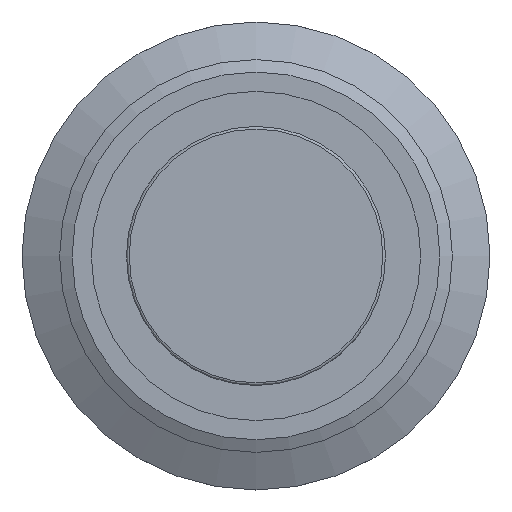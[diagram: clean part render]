
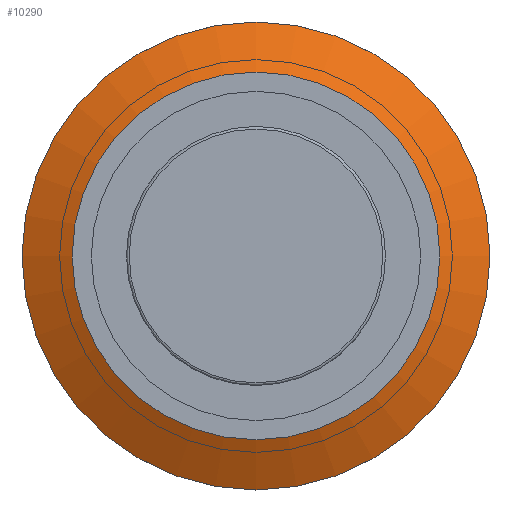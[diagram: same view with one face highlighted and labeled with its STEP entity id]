
A CAD part, top view. The second image highlights one B-rep face of the part: STEP entity #10290.
In plain terms, the highlighted conical face has half-angle 63.435 degrees and reference radius 12.5 mm.
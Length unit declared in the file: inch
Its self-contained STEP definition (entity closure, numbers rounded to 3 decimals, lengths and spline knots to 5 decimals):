
#39=CONICAL_SURFACE('',#11255,0.49213,1.107);
#1103=FACE_OUTER_BOUND('',#1699,.T.);
#1699=EDGE_LOOP('',(#9603,#9604,#9605,#9606));
#2778=LINE('',#17503,#3849);
#3849=VECTOR('',#14211,0.49213);
#4219=CIRCLE('',#11253,0.55118);
#4221=CIRCLE('',#11256,0.43307);
#5174=VERTEX_POINT('',#17495);
#5176=VERTEX_POINT('',#17501);
#6654=EDGE_CURVE('',#5174,#5174,#4219,.T.);
#6657=EDGE_CURVE('',#5176,#5176,#4221,.T.);
#6658=EDGE_CURVE('',#5176,#5174,#2778,.T.);
#9603=ORIENTED_EDGE('',*,*,#6657,.F.);
#9604=ORIENTED_EDGE('',*,*,#6658,.T.);
#9605=ORIENTED_EDGE('',*,*,#6654,.T.);
#9606=ORIENTED_EDGE('',*,*,#6658,.F.);
#10290=ADVANCED_FACE('',(#1103),#39,.T.);
#11253=AXIS2_PLACEMENT_3D('',#17496,#14202,#14203);
#11255=AXIS2_PLACEMENT_3D('',#17500,#14207,#14208);
#11256=AXIS2_PLACEMENT_3D('',#17502,#14209,#14210);
#14202=DIRECTION('center_axis',(0.,0.,
1.));
#14203=DIRECTION('ref_axis',(0.,-1.,0.));
#14207=DIRECTION('center_axis',(0.,0.,
-1.));
#14208=DIRECTION('ref_axis',(0.,-1.,0.));
#14209=DIRECTION('center_axis',(0.,0.,
1.));
#14210=DIRECTION('ref_axis',(0.,-1.,0.));
#14211=DIRECTION('',(0.,0.894,-0.447));
#17495=CARTESIAN_POINT('',(0.,0.55118,0.01969));
#17496=CARTESIAN_POINT('Origin',(0.,0.,
0.01969));
#17500=CARTESIAN_POINT('Origin',(0.,0.,
0.04921));
#17501=CARTESIAN_POINT('',(0.,0.43307,0.07874));
#17502=CARTESIAN_POINT('Origin',(0.,0.,
0.07874));
#17503=CARTESIAN_POINT('',(0.,0.49213,0.04921));
